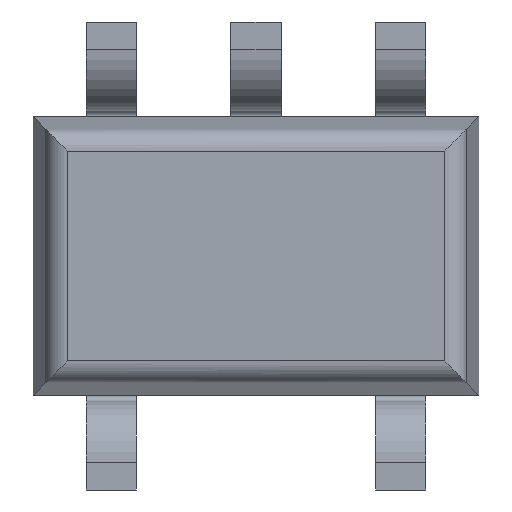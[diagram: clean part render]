
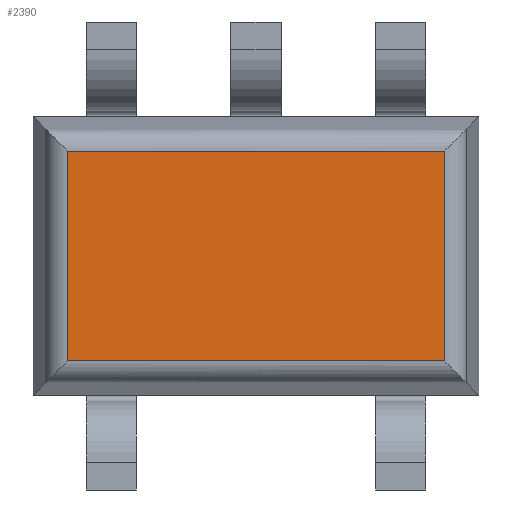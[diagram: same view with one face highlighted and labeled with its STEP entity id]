
A CAD part, front view. The second image highlights one B-rep face of the part: STEP entity #2390.
In plain terms, the highlighted planar face has unit normal (0, -1, 0).
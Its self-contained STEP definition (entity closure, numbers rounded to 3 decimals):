
#2351 = CARTESIAN_POINT ( 'NONE',  ( 0.846, 0., -0.471 ) ) ;
#2352 = VERTEX_POINT ( 'NONE', #2351 ) ;
#2353 = CARTESIAN_POINT ( 'NONE',  ( 0.846, 0., 0.471 ) ) ;
#2354 = VERTEX_POINT ( 'NONE', #2353 ) ;
#2355 = CARTESIAN_POINT ( 'NONE',  ( 0.846, 0., 0. ) ) ;
#2356 = DIRECTION ( 'NONE',  ( 0., 0., 1. ) ) ;
#2357 = VECTOR ( 'NONE', #2356, 1000. ) ;
#2358 = LINE ( 'NONE', #2355, #2357 ) ;
#2359 = EDGE_CURVE ( 'NONE', #2352, #2354, #2358, .T. ) ;
#2360 = ORIENTED_EDGE ( 'NONE', *, *, #2359, .T. ) ;
#2361 = CARTESIAN_POINT ( 'NONE',  ( -0.846, 0., 0.471 ) ) ;
#2362 = VERTEX_POINT ( 'NONE', #2361 ) ;
#2363 = CARTESIAN_POINT ( 'NONE',  ( 0., 0., 0.471 ) ) ;
#2364 = DIRECTION ( 'NONE',  ( -1., 0., 0. ) ) ;
#2365 = VECTOR ( 'NONE', #2364, 1000. ) ;
#2366 = LINE ( 'NONE', #2363, #2365 ) ;
#2367 = EDGE_CURVE ( 'NONE', #2354, #2362, #2366, .T. ) ;
#2368 = ORIENTED_EDGE ( 'NONE', *, *, #2367, .T. ) ;
#2369 = CARTESIAN_POINT ( 'NONE',  ( -0.846, 0., -0.471 ) ) ;
#2370 = VERTEX_POINT ( 'NONE', #2369 ) ;
#2371 = CARTESIAN_POINT ( 'NONE',  ( -0.846, 0., 0. ) ) ;
#2372 = DIRECTION ( 'NONE',  ( 0., 0., -1. ) ) ;
#2373 = VECTOR ( 'NONE', #2372, 1000. ) ;
#2374 = LINE ( 'NONE', #2371, #2373 ) ;
#2375 = EDGE_CURVE ( 'NONE', #2362, #2370, #2374, .T. ) ;
#2376 = ORIENTED_EDGE ( 'NONE', *, *, #2375, .T. ) ;
#2377 = CARTESIAN_POINT ( 'NONE',  ( 0., 0., -0.471 ) ) ;
#2378 = DIRECTION ( 'NONE',  ( 1., 0., 0. ) ) ;
#2379 = VECTOR ( 'NONE', #2378, 1000. ) ;
#2380 = LINE ( 'NONE', #2377, #2379 ) ;
#2381 = EDGE_CURVE ( 'NONE', #2370, #2352, #2380, .T. ) ;
#2382 = ORIENTED_EDGE ( 'NONE', *, *, #2381, .T. ) ;
#2383 = EDGE_LOOP ( 'NONE', ( #2360, #2368, #2376, #2382 ) ) ;
#2384 = FACE_OUTER_BOUND ( 'NONE', #2383, .T. ) ;
#2385 = CARTESIAN_POINT ( 'NONE',  ( 0., 0., 0. ) ) ;
#2386 = DIRECTION ( 'NONE',  ( 0., -1., 0. ) ) ;
#2387 = DIRECTION ( 'NONE',  ( 0., 0., -1. ) ) ;
#2388 = AXIS2_PLACEMENT_3D ( 'NONE', #2385, #2386, #2387 ) ;
#2389 = PLANE ( 'NONE', #2388 ) ;
#2390 = ADVANCED_FACE ( 'NONE', ( #2384 ), #2389, .T. ) ;
